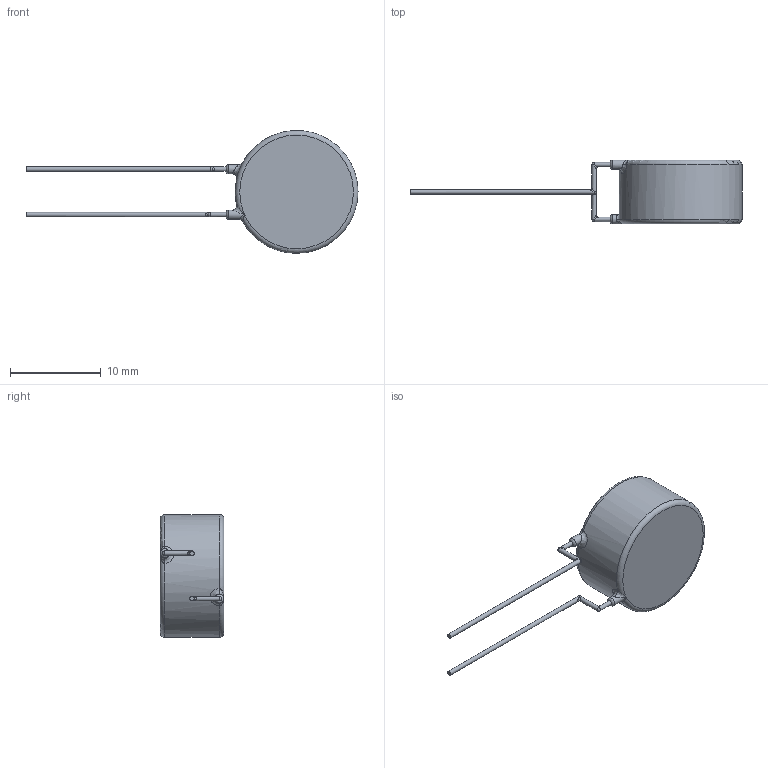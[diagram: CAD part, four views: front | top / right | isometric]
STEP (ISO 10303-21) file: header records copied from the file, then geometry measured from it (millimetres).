
FILE_DESCRIPTION(/* description */ ('','CAx-IF Rec.Pracs.---Representation and Presentation of Product Manufacturing Information (PMI)---4.0---2014-10-13'),/* implementation_level */ '2;1');
FILE_NAME(/* name */ 'PTCEL13.stp',/* time_stamp */ '2021-11-09T22:10:31+01:00',/* author */ ('leonl'),/* organization */ (''),/* preprocessor_version */ 'ST-DEVELOPER v18.1',/* originating_system */ 'Autodesk Inventor 2022',/* authorisation */ '');
FILE_SCHEMA (('AP242_MANAGED_MODEL_BASED_3D_ENGINEERING_MIM_LF { 1 0 10303 442 1 1 4 }'));
Length unit declared in the file: millimetre
Products named in the file (1): PTCEL13
Bounding box: 36.5 x 7 x 13.49 mm (x, y, z)
Volume: 1009.9 mm3; surface area: 651.2 mm2
Topology: 1 solids, 1 shells, 31 faces, 92 edges, 53 vertices
Faces by surface type: bspline 12, cylinder 9, plane 4, sphere 4, torus 2
Full cylindrical faces by diameter (mm): 0.5 x6, 1 x1, 13.5 x1
Entity records: 1826 total; most frequent: CARTESIAN_POINT 813, DIRECTION 203, ORIENTED_EDGE 164, AXIS2_PLACEMENT_3D 97, EDGE_CURVE 82, VERTEX_POINT 53, CIRCLE 50, STYLED_ITEM 50
